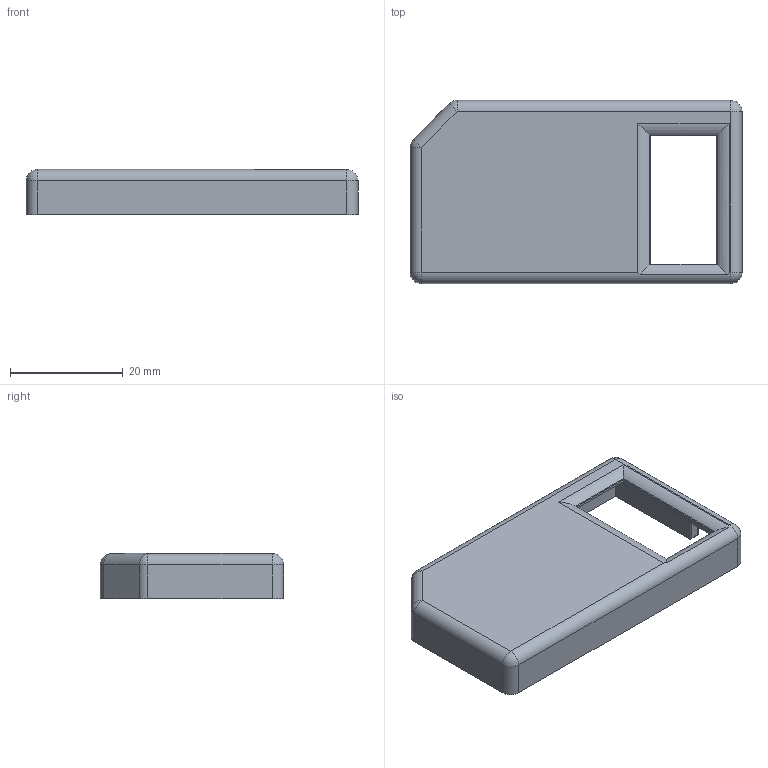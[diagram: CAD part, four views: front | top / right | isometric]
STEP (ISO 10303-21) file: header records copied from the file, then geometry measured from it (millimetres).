
FILE_DESCRIPTION(/* description */ (''),/* implementation_level */ '2;1');
FILE_NAME(/* name */ 'Corsa Gauge.stp',/* time_stamp */ '2024-03-12T07:54:26+00:00',/* author */ (''),/* organization */ (''),/* preprocessor_version */ 'ST-DEVELOPER v15.2',/* originating_system */ 'Autodesk Translator Framework v2.0.0.5431',/* authorisation */ '');
FILE_SCHEMA (('AUTOMOTIVE_DESIGN { 1 0 10303 214 3 1 1 }'));
Length unit declared in the file: centimetre
Products named in the file (1): Corsa Gauge
Bounding box: 58.81 x 32.46 x 8 mm (x, y, z)
Volume: 6026.6 mm3; surface area: 5452.6 mm2
Topology: 1 solids, 1 shells, 61 faces, 149 edges, 89 vertices
Faces by surface type: plane 34, cylinder 22, sphere 5
Entity records: 1772 total; most frequent: CARTESIAN_POINT 306, DIRECTION 303, ORIENTED_EDGE 298, EDGE_CURVE 149, LINE 115, VECTOR 115, AXIS2_PLACEMENT_3D 94, VERTEX_POINT 89
